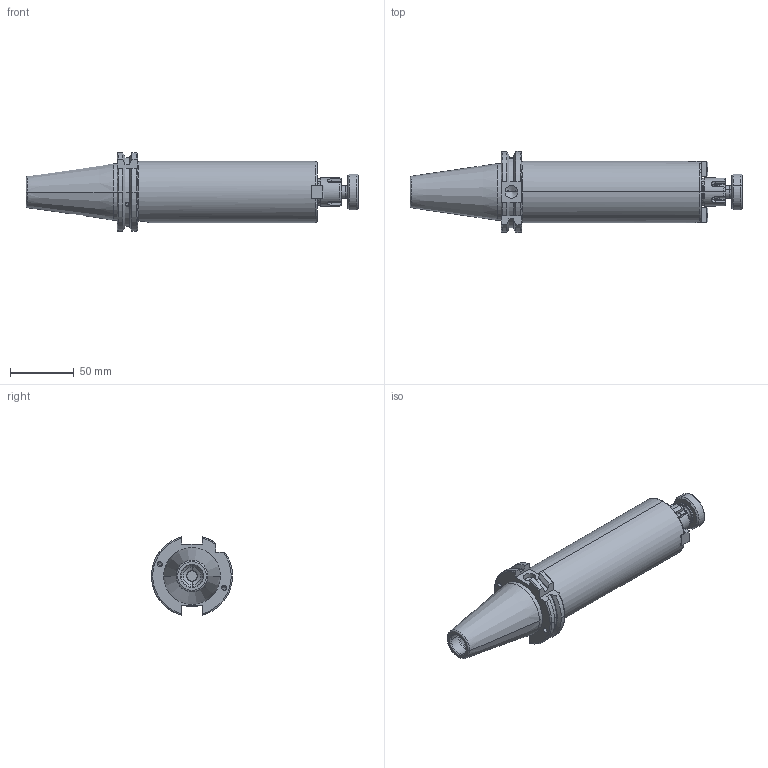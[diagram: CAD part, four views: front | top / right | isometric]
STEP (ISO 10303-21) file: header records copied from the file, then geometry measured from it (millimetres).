
FILE_DESCRIPTION (( 'STEP AP203' ), '1' );
FILE_NAME ('SK40 SMS22 160 FTC WW.STEP', '2014-09-05T06:35:56', ( 'FALCON' ), ( '' ), 'SwSTEP 2.0', 'SolidWorks 2009', '' );
FILE_SCHEMA (( 'CONFIG_CONTROL_DESIGN' ));
Length unit declared in the file: millimetre
Products named in the file (8): CCS-M10-22-1; SK40 SMS22 160 FTC WW; CCS-M10-22; TN -FMH22; M4X4_DIN 913 - M4 x 4-N; CCS-M10-22-2; M5X12_DIN 912 M5 x 12 --- 12N
Assembly tree (10 placements, depth 3):
  SK40 SMS22 160 FTC WW
    TN -FMH22  x2
    M4X4_DIN 913 - M4 x 4-N  x2
    M5X12_DIN 912 M5 x 12 --- 12N  x2
    SK40 SMS22 160 FTC WW
    CCS-M10-22
      CCS-M10-22-2
      CCS-M10-22-1
Bounding box: 260.4 x 63.55 x 61.48 mm (x, y, z)
Volume: 361646.5 mm3; surface area: 54262 mm2
Topology: 9 solids, 9 shells, 343 faces, 842 edges, 515 vertices
Faces by surface type: plane 142, cylinder 90, cone 62, torus 37, sphere 8, bspline 4
Entity records: 10351 total; most frequent: CARTESIAN_POINT 2713, DIRECTION 1441, ORIENTED_EDGE 1392, EDGE_CURVE 696, AXIS2_PLACEMENT_3D 560, VERTEX_POINT 434, VECTOR 321, LINE 321
